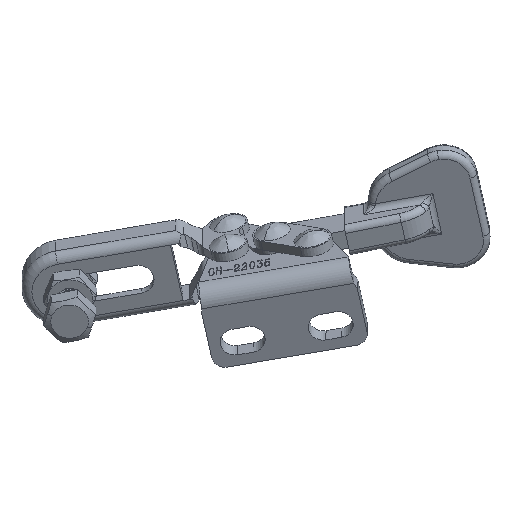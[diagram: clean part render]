
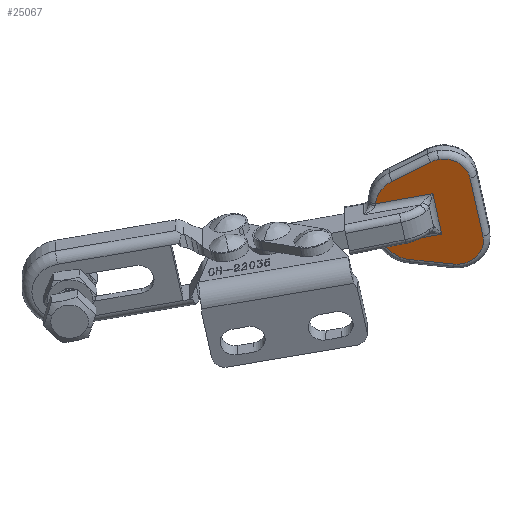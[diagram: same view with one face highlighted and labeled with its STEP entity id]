
A CAD part, front view. The second image highlights one B-rep face of the part: STEP entity #25067.
In plain terms, the highlighted face is planar.
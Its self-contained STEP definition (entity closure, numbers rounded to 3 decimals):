
#161 = ORIENTED_EDGE ( 'NONE', *, *, #2419, .T. ) ;
#259 = EDGE_CURVE ( 'NONE', #9748, #32699, #14252, .T. ) ;
#494 = DIRECTION ( 'NONE',  ( 0., 0., 1. ) ) ;
#726 = CARTESIAN_POINT ( 'NONE',  ( 19.153, 2.2, 6.769 ) ) ;
#1128 = ORIENTED_EDGE ( 'NONE', *, *, #259, .T. ) ;
#2048 = AXIS2_PLACEMENT_3D ( 'NONE', #31018, #15087, #33674 ) ;
#2317 = DIRECTION ( 'NONE',  ( 0., 0., 1. ) ) ;
#2419 = EDGE_CURVE ( 'NONE', #28745, #31767, #9613, .T. ) ;
#2630 = VERTEX_POINT ( 'NONE', #8769 ) ;
#2689 = EDGE_CURVE ( 'NONE', #13258, #28459, #4608, .T. ) ;
#3954 = EDGE_CURVE ( 'NONE', #22318, #15539, #29897, .T. ) ;
#4224 = EDGE_CURVE ( 'NONE', #15539, #13258, #6234, .T. ) ;
#4608 = LINE ( 'NONE', #17222, #17909 ) ;
#5218 = LINE ( 'NONE', #7277, #19333 ) ;
#5227 = EDGE_CURVE ( 'NONE', #28459, #2630, #29459, .T. ) ;
#5415 = CARTESIAN_POINT ( 'NONE',  ( 15.917, 2.2, -3.5 ) ) ;
#5491 = FACE_OUTER_BOUND ( 'NONE', #32939, .T. ) ;
#6234 = LINE ( 'NONE', #28258, #18698 ) ;
#6454 = CARTESIAN_POINT ( 'NONE',  ( 26.69, 2.2, 9. ) ) ;
#6498 = CARTESIAN_POINT ( 'NONE',  ( 30.69, 2.2, 5. ) ) ;
#6502 = AXIS2_PLACEMENT_3D ( 'NONE', #30723, #14808, #33378 ) ;
#7277 = CARTESIAN_POINT ( 'NONE',  ( 19.153, 2.2, -6.769 ) ) ;
#7284 = AXIS2_PLACEMENT_3D ( 'NONE', #29712, #16115, #2317 ) ;
#7325 = ORIENTED_EDGE ( 'NONE', *, *, #3954, .T. ) ;
#7559 = CARTESIAN_POINT ( 'NONE',  ( 24.697, 2.2, -3.5 ) ) ;
#7675 = ORIENTED_EDGE ( 'NONE', *, *, #13377, .T. ) ;
#8613 = DIRECTION ( 'NONE',  ( 0., 0., 1. ) ) ;
#8769 = CARTESIAN_POINT ( 'NONE',  ( 19.153, 2.2, -6.769 ) ) ;
#9019 = EDGE_CURVE ( 'NONE', #2630, #15650, #5218, .T. ) ;
#9613 = LINE ( 'NONE', #21159, #16639 ) ;
#9748 = VERTEX_POINT ( 'NONE', #6498 ) ;
#11510 = ORIENTED_EDGE ( 'NONE', *, *, #30120, .T. ) ;
#12244 = CARTESIAN_POINT ( 'NONE',  ( 23.995, 2.2, 3.5 ) ) ;
#12305 = CARTESIAN_POINT ( 'NONE',  ( 26.69, 2.2, -5. ) ) ;
#12337 = ORIENTED_EDGE ( 'NONE', *, *, #5227, .T. ) ;
#12578 = CARTESIAN_POINT ( 'NONE',  ( 15.917, 2.2, 3.5 ) ) ;
#12667 = CARTESIAN_POINT ( 'NONE',  ( 25.461, 2.2, -8.806 ) ) ;
#13258 = VERTEX_POINT ( 'NONE', #7559 ) ;
#13377 = EDGE_CURVE ( 'NONE', #31767, #22318, #33299, .T. ) ;
#13674 = CARTESIAN_POINT ( 'NONE',  ( 20.69, 2.2, 2.011 ) ) ;
#14252 = CIRCLE ( 'NONE', #7284, 4. ) ;
#14465 = AXIS2_PLACEMENT_3D ( 'NONE', #12305, #30876, #14961 ) ;
#14808 = DIRECTION ( 'NONE',  ( 0., -1., 0. ) ) ;
#14872 = VERTEX_POINT ( 'NONE', #20903 ) ;
#14901 = DIRECTION ( 'NONE',  ( 1., 0., 0. ) ) ;
#14961 = DIRECTION ( 'NONE',  ( 0., 0., 1. ) ) ;
#15087 = DIRECTION ( 'NONE',  ( 0., -1., 0. ) ) ;
#15539 = VERTEX_POINT ( 'NONE', #28108 ) ;
#15650 = VERTEX_POINT ( 'NONE', #12667 ) ;
#15784 = ORIENTED_EDGE ( 'NONE', *, *, #26703, .T. ) ;
#16115 = DIRECTION ( 'NONE',  ( 0., -1., 0. ) ) ;
#16308 = DIRECTION ( 'NONE',  ( 0., 0., 1. ) ) ;
#16639 = VECTOR ( 'NONE', #23821, 1000. ) ;
#17100 = AXIS2_PLACEMENT_3D ( 'NONE', #27075, #24529, #8613 ) ;
#17222 = CARTESIAN_POINT ( 'NONE',  ( 14.71, 2.2, -3.5 ) ) ;
#17325 = CARTESIAN_POINT ( 'NONE',  ( 25.461, 2.2, 8.806 ) ) ;
#17909 = VECTOR ( 'NONE', #24813, 1000. ) ;
#18698 = VECTOR ( 'NONE', #30920, 1000. ) ;
#19333 = VECTOR ( 'NONE', #28515, 1000. ) ;
#20675 = AXIS2_PLACEMENT_3D ( 'NONE', #13674, #32246, #16308 ) ;
#20903 = CARTESIAN_POINT ( 'NONE',  ( 30.69, 2.2, -5. ) ) ;
#21122 = ORIENTED_EDGE ( 'NONE', *, *, #30964, .T. ) ;
#21159 = CARTESIAN_POINT ( 'NONE',  ( 17.977, 2.2, 6.389 ) ) ;
#21885 = PLANE ( 'NONE',  #17100 ) ;
#22318 = VERTEX_POINT ( 'NONE', #12578 ) ;
#22515 = VECTOR ( 'NONE', #14901, 1000. ) ;
#23821 = DIRECTION ( 'NONE',  ( -0.952, 0., -0.307 ) ) ;
#24469 = CARTESIAN_POINT ( 'NONE',  ( 30.69, 2.2, -2.011 ) ) ;
#24529 = DIRECTION ( 'NONE',  ( 0., 1., 0. ) ) ;
#24813 = DIRECTION ( 'NONE',  ( -1., 0., 0. ) ) ;
#25067 = ADVANCED_FACE ( 'NONE', ( #5491 ), #21885, .F. ) ;
#25668 = ORIENTED_EDGE ( 'NONE', *, *, #2689, .T. ) ;
#26203 = VECTOR ( 'NONE', #494, 1000. ) ;
#26703 = EDGE_CURVE ( 'NONE', #15650, #14872, #30017, .T. ) ;
#27013 = LINE ( 'NONE', #24469, #26203 ) ;
#27075 = CARTESIAN_POINT ( 'NONE',  ( 20.69, 2.2, -2.011 ) ) ;
#27862 = CIRCLE ( 'NONE', #2048, 4. ) ;
#28108 = CARTESIAN_POINT ( 'NONE',  ( 24.697, 2.2, 3.5 ) ) ;
#28217 = ORIENTED_EDGE ( 'NONE', *, *, #4224, .T. ) ;
#28258 = CARTESIAN_POINT ( 'NONE',  ( 24.697, 2.2, -2.5 ) ) ;
#28459 = VERTEX_POINT ( 'NONE', #5415 ) ;
#28515 = DIRECTION ( 'NONE',  ( 0.952, 0., -0.307 ) ) ;
#28745 = VERTEX_POINT ( 'NONE', #17325 ) ;
#29459 = CIRCLE ( 'NONE', #6502, 5. ) ;
#29712 = CARTESIAN_POINT ( 'NONE',  ( 26.69, 2.2, 5. ) ) ;
#29897 = LINE ( 'NONE', #12244, #22515 ) ;
#30017 = CIRCLE ( 'NONE', #14465, 4. ) ;
#30120 = EDGE_CURVE ( 'NONE', #32699, #28745, #27862, .T. ) ;
#30723 = CARTESIAN_POINT ( 'NONE',  ( 20.69, 2.2, -2.011 ) ) ;
#30876 = DIRECTION ( 'NONE',  ( 0., -1., 0. ) ) ;
#30920 = DIRECTION ( 'NONE',  ( 0., 0., -1. ) ) ;
#30964 = EDGE_CURVE ( 'NONE', #14872, #9748, #27013, .T. ) ;
#31018 = CARTESIAN_POINT ( 'NONE',  ( 26.69, 2.2, 5. ) ) ;
#31229 = ORIENTED_EDGE ( 'NONE', *, *, #9019, .T. ) ;
#31767 = VERTEX_POINT ( 'NONE', #726 ) ;
#32246 = DIRECTION ( 'NONE',  ( 0., -1., 0. ) ) ;
#32699 = VERTEX_POINT ( 'NONE', #6454 ) ;
#32939 = EDGE_LOOP ( 'NONE', ( #161, #7675, #7325, #28217, #25668, #12337, #31229, #15784, #21122, #1128, #11510 ) ) ;
#33299 = CIRCLE ( 'NONE', #20675, 5. ) ;
#33378 = DIRECTION ( 'NONE',  ( 0., 0., 1. ) ) ;
#33674 = DIRECTION ( 'NONE',  ( 0., 0., 1. ) ) ;
